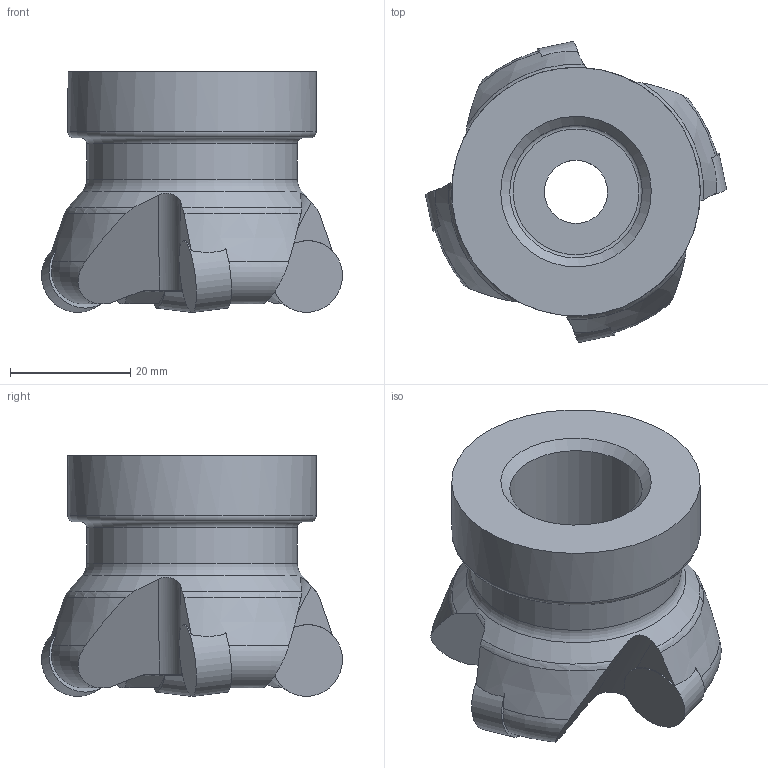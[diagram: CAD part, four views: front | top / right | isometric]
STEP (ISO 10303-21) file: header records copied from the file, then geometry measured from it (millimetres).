
FILE_DESCRIPTION(/* description */ (''),/* implementation_level */ '2;1');
FILE_NAME(/* name */ '1668155717886.stp',/* time_stamp */ '2022-11-11T14:05:33+06:00',/* author */ (''),/* organization */ ('SMS'),/* preprocessor_version */ 'ST-DEVELOPER v16.7',/* originating_system */ 'SIEMENS PLM Software NX 12.0',/* authorisation */ '');
FILE_SCHEMA (('AUTOMOTIVE_DESIGN { 1 0 10303 214 3 1 1 1 }'));
Length unit declared in the file: millimetre
Products named in the file (4): 204371717mod000_00; ASSEMBLY_CONSTRUCTION; 204371510mod000_00; 204371668mod000_00
Assembly tree (6 placements, depth 2):
  204371668mod000_00
    204371510mod000_00
    ASSEMBLY_CONSTRUCTION
    204371717mod000_00  x4
Bounding box: 49.98 x 49.98 x 40 mm (x, y, z)
Volume: 33658.6 mm3; surface area: 11967.2 mm2
Topology: 5 solids, 5 shells, 88 faces, 222 edges, 163 vertices
Faces by surface type: plane 33, torus 22, cylinder 18, cone 15
Full cylindrical faces by diameter (mm): 10.5 x1, 12 x4, 17.1 x1, 22.011 x1, 22.5 x1, 35 x1, 41.3 x1
Entity records: 2852 total; most frequent: CARTESIAN_POINT 837, ORIENTED_EDGE 378, DIRECTION 372, EDGE_CURVE 189, AXIS2_PLACEMENT_3D 172, VERTEX_POINT 133, EDGE_LOOP 100, B_SPLINE_CURVE_WITH_KNOTS 84
